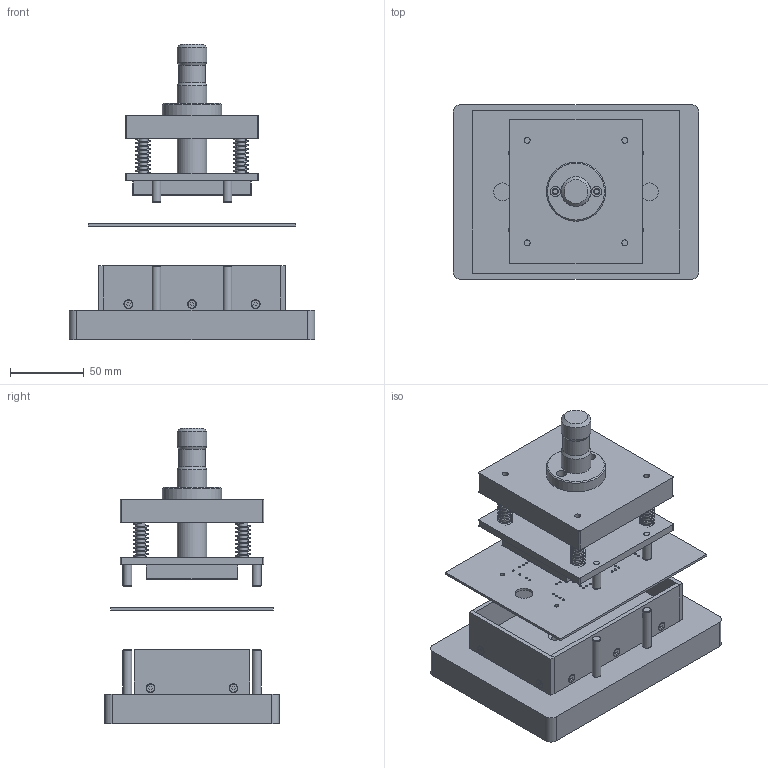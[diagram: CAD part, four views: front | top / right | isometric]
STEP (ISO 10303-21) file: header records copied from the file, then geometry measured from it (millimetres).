
FILE_DESCRIPTION(/* description */ ('Unknown'),/* implementation_level */ '2;1');
FILE_NAME(/* name */ 'flow E3 Press-out',/* time_stamp */ '2023-05-24T14:47:27+02:00',/* author */ ('Unknown'),/* organization */ ('Unknown'),/* preprocessor_version */ 'ST-DEVELOPER v18.102',/* originating_system */ 'Solid Edge',/* authorisation */ 'Unknown');
FILE_SCHEMA (('AUTOMOTIVE_DESIGN {1 0 10303 214 3 1 1}'));
Length unit declared in the file: millimetre
Products named in the file (21): PRESS-OUT; FlowE3_press-out_bottom; base; baseplate; supporting_pin; cage; pressout_pad; pressout_pad_sidewall_long; pressout_pad_sidewall_short; 400-0173-31-07-01_DIN7991_M3x12_screw; FlowE3_press-out_top; springpin; pressing_plate_lower; spacer; ram; pressing_plate_upper; fixingpin; nyr_SPEC-C0240-020-1000S; DIN 912 M6x40; PCB_3; 400-0173-10-01-01_Adaptor_for_servo_press
Assembly tree (43 placements, depth 4):
  PRESS-OUT
    FlowE3_press-out_bottom
      base
        baseplate
        supporting_pin  x4
      cage
        pressout_pad
        pressout_pad_sidewall_long  x2
        pressout_pad_sidewall_short  x2
      400-0173-31-07-01_DIN7991_M3x12_screw  x10
    FlowE3_press-out_top
      springpin  x4
      pressing_plate_lower
      spacer
      ram
      pressing_plate_upper
      fixingpin  x4
      nyr_SPEC-C0240-020-1000S  x4
      DIN 912 M6x40
    PCB_3
    400-0173-10-01-01_Adaptor_for_servo_press
Bounding box: 166 x 118 x 199.64 mm (x, y, z)
Volume: 787002.3 mm3; surface area: 211090.7 mm2
Topology: 39 solids, 39 shells, 510 faces, 1147 edges, 757 vertices
Faces by surface type: plane 242, cylinder 186, cone 55, torus 15, sphere 8, bspline 4
Full cylindrical faces by diameter (mm): 1.4 x52, 2.459 x10, 2.8 x4, 3 x20, 3.2 x10, 3.242 x4, 4 x24, 4.1 x2, 4.917 x1, 5.1 x2, 6 x13, 6.05 x2, 6.1 x2, 6.2 x4, 6.8 x2, 10 x1, 11 x1, 12 x2, 18 x1, 20 x3, 22 x1, 40 x1
Entity records: 10550 total; most frequent: CARTESIAN_POINT 3443, DIRECTION 1424, ORIENTED_EDGE 944, AXIS2_PLACEMENT_3D 633, FACE_BOUND 627, EDGE_LOOP 626, EDGE_CURVE 472, VERTEX_POINT 395
